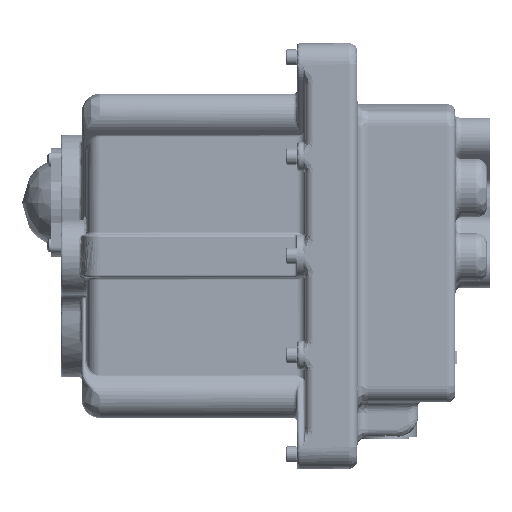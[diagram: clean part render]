
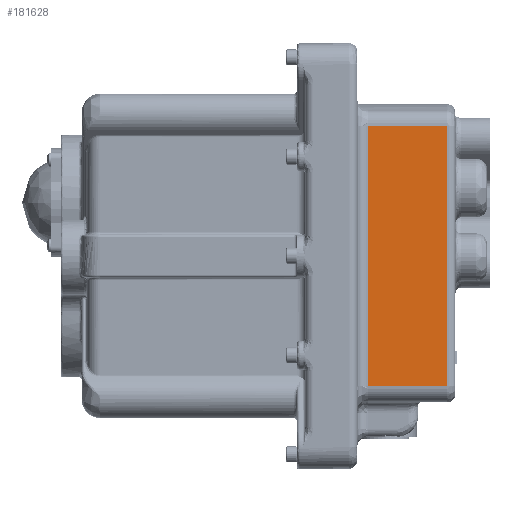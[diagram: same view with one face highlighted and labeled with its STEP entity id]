
A CAD part, left-side view. The second image highlights one B-rep face of the part: STEP entity #181628.
In plain terms, the highlighted planar face has unit normal (-1, 0, 0).
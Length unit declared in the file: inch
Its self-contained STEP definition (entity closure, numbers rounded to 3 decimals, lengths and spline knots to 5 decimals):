
#3506 = LINE ( 'NONE', #121530, #138856 ) ;
#17066 = EDGE_CURVE ( 'NONE', #196785, #152636, #122734, .T. ) ;
#29641 = CARTESIAN_POINT ( 'NONE',  ( -4.687, -0.813, -4.312 ) ) ;
#29757 = ORIENTED_EDGE ( 'NONE', *, *, #17066, .T. ) ;
#33168 = CARTESIAN_POINT ( 'NONE',  ( -4.687, -0.813, 1.812 ) ) ;
#47681 = CARTESIAN_POINT ( 'NONE',  ( -4.687, -2.875, -4.312 ) ) ;
#49482 = LINE ( 'NONE', #126600, #50237 ) ;
#50237 = VECTOR ( 'NONE', #172345, 39.37008 ) ;
#52010 = EDGE_CURVE ( 'NONE', #126368, #93264, #84777, .T. ) ;
#62501 = PLANE ( 'NONE',  #166861 ) ;
#63123 = DIRECTION ( 'NONE',  ( 0., 0., 1. ) ) ;
#65122 = ORIENTED_EDGE ( 'NONE', *, *, #52010, .T. ) ;
#66705 = FACE_OUTER_BOUND ( 'NONE', #127221, .T. ) ;
#84777 = LINE ( 'NONE', #140753, #186142 ) ;
#91870 = ORIENTED_EDGE ( 'NONE', *, *, #150432, .F. ) ;
#93264 = VERTEX_POINT ( 'NONE', #120306 ) ;
#105992 = DIRECTION ( 'NONE',  ( 0., -1., 0. ) ) ;
#120306 = CARTESIAN_POINT ( 'NONE',  ( -4.687, -2.6875, 1.812 ) ) ;
#121530 = CARTESIAN_POINT ( 'NONE',  ( -4.687, -2.875, 1.812 ) ) ;
#122734 = LINE ( 'NONE', #189732, #158965 ) ;
#126368 = VERTEX_POINT ( 'NONE', #138837 ) ;
#126600 = CARTESIAN_POINT ( 'NONE',  ( -4.687, -2.875, -4.312 ) ) ;
#127221 = EDGE_LOOP ( 'NONE', ( #91870, #29757, #152414, #65122 ) ) ;
#138837 = CARTESIAN_POINT ( 'NONE',  ( -4.687, -2.6875, -4.312 ) ) ;
#138856 = VECTOR ( 'NONE', #105992, 39.37008 ) ;
#140753 = CARTESIAN_POINT ( 'NONE',  ( -4.687, -2.6875, -4.312 ) ) ;
#141420 = DIRECTION ( 'NONE',  ( 0., 0., 1. ) ) ;
#150432 = EDGE_CURVE ( 'NONE', #196785, #93264, #3506, .T. ) ;
#152414 = ORIENTED_EDGE ( 'NONE', *, *, #198902, .T. ) ;
#152636 = VERTEX_POINT ( 'NONE', #29641 ) ;
#155836 = DIRECTION ( 'NONE',  ( -1., 0., 0. ) ) ;
#158965 = VECTOR ( 'NONE', #189304, 39.37008 ) ;
#166861 = AXIS2_PLACEMENT_3D ( 'NONE', #47681, #155836, #63123 ) ;
#172345 = DIRECTION ( 'NONE',  ( 0., -1., 0. ) ) ;
#181628 = ADVANCED_FACE ( 'NONE', ( #66705 ), #62501, .T. ) ;
#186142 = VECTOR ( 'NONE', #141420, 39.37008 ) ;
#189304 = DIRECTION ( 'NONE',  ( 0., 0., -1. ) ) ;
#189732 = CARTESIAN_POINT ( 'NONE',  ( -4.687, -0.813, -4.312 ) ) ;
#196785 = VERTEX_POINT ( 'NONE', #33168 ) ;
#198902 = EDGE_CURVE ( 'NONE', #152636, #126368, #49482, .T. ) ;
